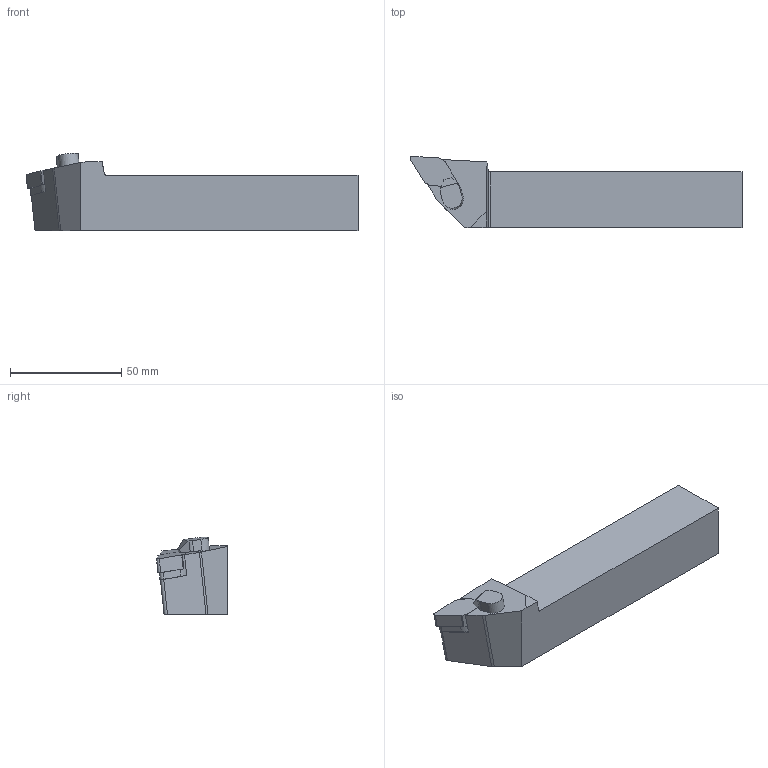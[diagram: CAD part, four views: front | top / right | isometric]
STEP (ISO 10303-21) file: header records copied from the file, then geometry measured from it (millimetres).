
FILE_DESCRIPTION(/* description */ (''),/* implementation_level */ '2;1');
FILE_NAME(/* name */ 'PDJNL-2525-M15C.stp',/* time_stamp */ '2023-09-29T10:05:27+03:00',/* author */ (''),/* organization */ (''),/* preprocessor_version */ 'ST-DEVELOPER v19.4',/* originating_system */ 'SIEMENS PLM Software NX2306.3001',/* authorisation */ '');
FILE_SCHEMA (('AUTOMOTIVE_DESIGN { 1 0 10303 214 3 1 1 1 }'));
Length unit declared in the file: millimetre
Products named in the file (1): PDJNR-2525-M15C
Bounding box: 149.32 x 31.92 x 34.88 mm (x, y, z)
Volume: 91178.1 mm3; surface area: 16897.1 mm2
Topology: 2 solids, 2 shells, 54 faces, 143 edges, 94 vertices
Faces by surface type: plane 37, cylinder 17
Full cylindrical faces by diameter (mm): 9 x1
Entity records: 1701 total; most frequent: CARTESIAN_POINT 292, DIRECTION 290, ORIENTED_EDGE 286, EDGE_CURVE 143, LINE 106, VECTOR 106, VERTEX_POINT 94, AXIS2_PLACEMENT_3D 92
